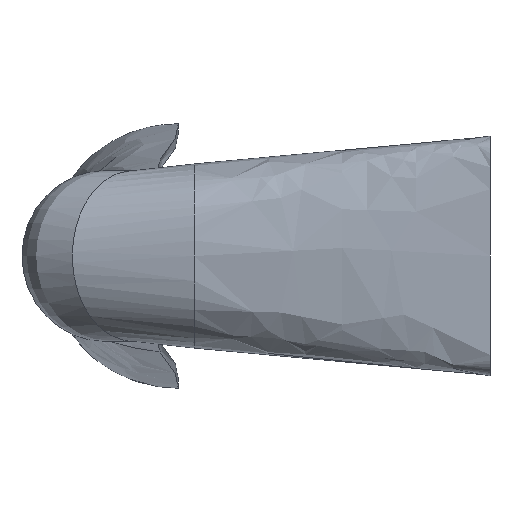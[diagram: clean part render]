
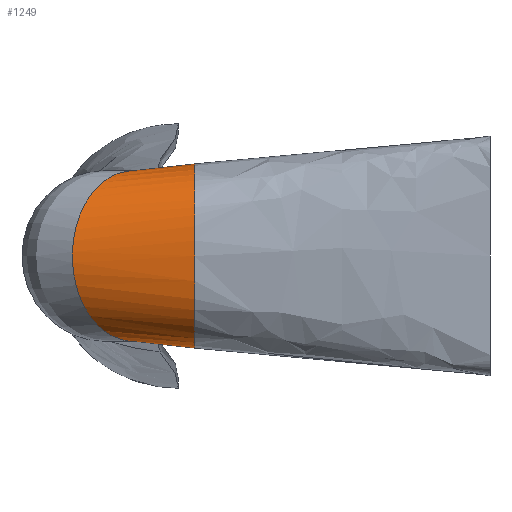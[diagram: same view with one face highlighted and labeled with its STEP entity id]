
A CAD part, front view. The second image highlights one B-rep face of the part: STEP entity #1249.
In plain terms, the highlighted free-form (B-spline) face has degree [3, 1] with [32, 2] control points.
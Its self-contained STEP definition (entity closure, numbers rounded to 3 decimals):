
#152 = VERTEX_POINT('',#153);
#153 = CARTESIAN_POINT('',(-37.861,39.662,
    -51.682));
#208 = EDGE_CURVE('',#152,#209,#211,.T.);
#209 = VERTEX_POINT('',#210);
#210 = CARTESIAN_POINT('',(-37.861,39.662,
    51.682));
#211 = ( BOUNDED_CURVE() B_SPLINE_CURVE(2,(#212,#213,#214,#215,#216),
.UNSPECIFIED.,.F.,.F.) B_SPLINE_CURVE_WITH_KNOTS((3,2,3),(4.712
,6.283,7.854),.PIECEWISE_BEZIER_KNOTS.) CURVE() 
GEOMETRIC_REPRESENTATION_ITEM() RATIONAL_B_SPLINE_CURVE((1.,
0.707,1.,0.707,1.)) REPRESENTATION_ITEM('') );
#212 = CARTESIAN_POINT('',(-37.861,39.662,
    -51.682));
#213 = CARTESIAN_POINT('',(-74.406,3.118,-51.682)
  );
#214 = CARTESIAN_POINT('',(-74.406,3.118,
    0.));
#215 = CARTESIAN_POINT('',(-74.406,3.118,51.682)
  );
#216 = CARTESIAN_POINT('',(-37.861,39.662,
    51.682));
#1210 = EDGE_CURVE('',#209,#1211,#1213,.T.);
#1211 = VERTEX_POINT('',#1212);
#1212 = CARTESIAN_POINT('',(0.,50.246,55.989));
#1213 = B_SPLINE_CURVE_WITH_KNOTS('',1,(#1214,#1215),.UNSPECIFIED.,.F.,
  .F.,(2,2),(-13.774,13.774),.PIECEWISE_BEZIER_KNOTS.);
#1214 = CARTESIAN_POINT('',(-37.861,39.662,
    51.682));
#1215 = CARTESIAN_POINT('',(0.,50.246,55.989));
#1234 = VERTEX_POINT('',#1235);
#1235 = CARTESIAN_POINT('',(0.,50.246,-55.989));
#1240 = EDGE_CURVE('',#152,#1234,#1241,.T.);
#1241 = B_SPLINE_CURVE_WITH_KNOTS('',1,(#1242,#1243),.UNSPECIFIED.,.F.,
  .F.,(2,2),(-13.774,13.774),.PIECEWISE_BEZIER_KNOTS.);
#1242 = CARTESIAN_POINT('',(-37.861,39.662,
    -51.682));
#1243 = CARTESIAN_POINT('',(0.,50.246,
    -55.989));
#1249 = ADVANCED_FACE('',(#1250),#1271,.T.);
#1250 = FACE_BOUND('',#1251,.T.);
#1251 = EDGE_LOOP('',(#1252,#1253,#1254,#1263,#1270));
#1252 = ORIENTED_EDGE('',*,*,#208,.F.);
#1253 = ORIENTED_EDGE('',*,*,#1240,.T.);
#1254 = ORIENTED_EDGE('',*,*,#1255,.F.);
#1255 = EDGE_CURVE('',#1256,#1234,#1258,.T.);
#1256 = VERTEX_POINT('',#1257);
#1257 = CARTESIAN_POINT('',(0.,-5.754,0.));
#1258 = B_SPLINE_CURVE_WITH_KNOTS('',3,(#1259,#1260,#1261,#1262),
  .UNSPECIFIED.,.F.,.F.,(4,4),(0.,1.),
  .PIECEWISE_BEZIER_KNOTS.);
#1259 = CARTESIAN_POINT('',(0.,-5.754,0.));
#1260 = CARTESIAN_POINT('',(0.,-5.839,-31.783));
#1261 = CARTESIAN_POINT('',(0.,1.959,-55.989));
#1262 = CARTESIAN_POINT('',(0.,50.246,-55.989));
#1263 = ORIENTED_EDGE('',*,*,#1264,.F.);
#1264 = EDGE_CURVE('',#1211,#1256,#1265,.T.);
#1265 = B_SPLINE_CURVE_WITH_KNOTS('',3,(#1266,#1267,#1268,#1269),
  .UNSPECIFIED.,.F.,.F.,(4,4),(0.,1.),
  .PIECEWISE_BEZIER_KNOTS.);
#1266 = CARTESIAN_POINT('',(0.,50.246,55.989));
#1267 = CARTESIAN_POINT('',(0.,1.959,55.989));
#1268 = CARTESIAN_POINT('',(0.,-5.839,31.783));
#1269 = CARTESIAN_POINT('',(0.,-5.754,0.));
#1270 = ORIENTED_EDGE('',*,*,#1210,.F.);
#1271 = B_SPLINE_SURFACE_WITH_KNOTS('',3,1,(
    (#1272,#1273)
    ,(#1274,#1275)
    ,(#1276,#1277)
    ,(#1278,#1279)
    ,(#1280,#1281)
    ,(#1282,#1283)
    ,(#1284,#1285)
    ,(#1286,#1287)
    ,(#1288,#1289)
    ,(#1290,#1291)
    ,(#1292,#1293)
    ,(#1294,#1295)
    ,(#1296,#1297)
    ,(#1298,#1299)
    ,(#1300,#1301)
    ,(#1302,#1303)
    ,(#1304,#1305)
    ,(#1306,#1307)
    ,(#1308,#1309)
    ,(#1310,#1311)
    ,(#1312,#1313)
    ,(#1314,#1315)
    ,(#1316,#1317)
    ,(#1318,#1319)
    ,(#1320,#1321)
    ,(#1322,#1323)
    ,(#1324,#1325)
    ,(#1326,#1327)
    ,(#1328,#1329)
    ,(#1330,#1331)
    ,(#1332,#1333)
    ,(#1334,#1335
    )),.UNSPECIFIED.,.F.,.F.,.F.,(4,1,1,1,1,1,1,1,1,1,1,1,1,1,2,1,1,1,1,
    1,1,1,1,1,1,1,1,1,4),(2,2),(0.,0.063,0.094
    ,0.125,0.156,0.188,0.219,
    0.25,0.281,0.313,0.344,
    0.375,0.406,0.438,0.5,
    0.563,0.594,0.625,0.656,
    0.688,0.719,0.75,0.781,
    0.813,0.844,0.875,0.906,
    0.938,1.),(0.,1.),.UNSPECIFIED.);
#1272 = CARTESIAN_POINT('',(-37.861,39.662,
    51.682));
#1273 = CARTESIAN_POINT('',(0.,50.246,55.989));
#1274 = CARTESIAN_POINT('',(-40.253,37.27,
    51.682));
#1275 = CARTESIAN_POINT('',(0.,46.394,55.989));
#1276 = CARTESIAN_POINT('',(-43.84,33.683,
    51.182));
#1277 = CARTESIAN_POINT('',(0.,40.613,55.761));
#1278 = CARTESIAN_POINT('',(-48.486,29.037,
    49.536));
#1279 = CARTESIAN_POINT('',(0.,32.963,54.799));
#1280 = CARTESIAN_POINT('',(-51.868,25.655,
    47.825));
#1281 = CARTESIAN_POINT('',(0.,27.291,53.67));
#1282 = CARTESIAN_POINT('',(-55.115,22.408,
    45.652));
#1283 = CARTESIAN_POINT('',(0.,21.737,52.047));
#1284 = CARTESIAN_POINT('',(-58.197,19.326,
    43.041));
#1285 = CARTESIAN_POINT('',(0.,16.391,49.826));
#1286 = CARTESIAN_POINT('',(-61.082,16.441,
    40.015));
#1287 = CARTESIAN_POINT('',(0.,11.384,46.909));
#1288 = CARTESIAN_POINT('',(-63.744,13.78,
    36.604));
#1289 = CARTESIAN_POINT('',(0.,6.895,43.238));
#1290 = CARTESIAN_POINT('',(-66.155,11.368,
    32.839));
#1291 = CARTESIAN_POINT('',(0.,3.097,38.854));
#1292 = CARTESIAN_POINT('',(-68.296,9.227,
    28.759));
#1293 = CARTESIAN_POINT('',(0.,0.088,33.898));
#1294 = CARTESIAN_POINT('',(-70.142,7.381,
    24.402));
#1295 = CARTESIAN_POINT('',(0.,-2.154,28.557));
#1296 = CARTESIAN_POINT('',(-71.678,5.845,
    19.81));
#1297 = CARTESIAN_POINT('',(0.,-3.731,22.989));
#1298 = CARTESIAN_POINT('',(-72.888,4.635,
    15.027));
#1299 = CARTESIAN_POINT('',(0.,-4.773,17.3));
#1300 = CARTESIAN_POINT('',(-74.052,3.471,
    8.456));
#1301 = CARTESIAN_POINT('',(0.,-5.603,9.635));
#1302 = CARTESIAN_POINT('',(-74.406,3.118,3.383)
  );
#1303 = CARTESIAN_POINT('',(0.,-5.754,3.853));
#1304 = CARTESIAN_POINT('',(-74.406,3.118,-3.383
    ));
#1305 = CARTESIAN_POINT('',(0.,-5.754,-3.853));
#1306 = CARTESIAN_POINT('',(-74.052,3.471,
    -8.456));
#1307 = CARTESIAN_POINT('',(0.,-5.603,-9.635));
#1308 = CARTESIAN_POINT('',(-72.888,4.635,
    -15.027));
#1309 = CARTESIAN_POINT('',(0.,-4.773,-17.3));
#1310 = CARTESIAN_POINT('',(-71.678,5.845,
    -19.81));
#1311 = CARTESIAN_POINT('',(0.,-3.731,-22.989));
#1312 = CARTESIAN_POINT('',(-70.142,7.381,
    -24.402));
#1313 = CARTESIAN_POINT('',(0.,-2.154,-28.557));
#1314 = CARTESIAN_POINT('',(-68.296,9.227,
    -28.759));
#1315 = CARTESIAN_POINT('',(0.,0.088,-33.898));
#1316 = CARTESIAN_POINT('',(-66.156,11.368,
    -32.839));
#1317 = CARTESIAN_POINT('',(0.,3.097,-38.854));
#1318 = CARTESIAN_POINT('',(-63.744,13.78,
    -36.604));
#1319 = CARTESIAN_POINT('',(0.,6.895,-43.238));
#1320 = CARTESIAN_POINT('',(-61.082,16.441,
    -40.015));
#1321 = CARTESIAN_POINT('',(0.,11.384,-46.909));
#1322 = CARTESIAN_POINT('',(-58.197,19.326,
    -43.041));
#1323 = CARTESIAN_POINT('',(0.,16.391,-49.826));
#1324 = CARTESIAN_POINT('',(-55.115,22.408,
    -45.652));
#1325 = CARTESIAN_POINT('',(0.,21.737,-52.047));
#1326 = CARTESIAN_POINT('',(-51.868,25.655,
    -47.825));
#1327 = CARTESIAN_POINT('',(0.,27.291,-53.67));
#1328 = CARTESIAN_POINT('',(-48.486,29.037,
    -49.536));
#1329 = CARTESIAN_POINT('',(0.,32.963,-54.799));
#1330 = CARTESIAN_POINT('',(-43.84,33.683,
    -51.182));
#1331 = CARTESIAN_POINT('',(0.,40.613,-55.761));
#1332 = CARTESIAN_POINT('',(-40.253,37.27,
    -51.682));
#1333 = CARTESIAN_POINT('',(0.,46.394,-55.989));
#1334 = CARTESIAN_POINT('',(-37.861,39.662,
    -51.682));
#1335 = CARTESIAN_POINT('',(0.,50.246,-55.989));
